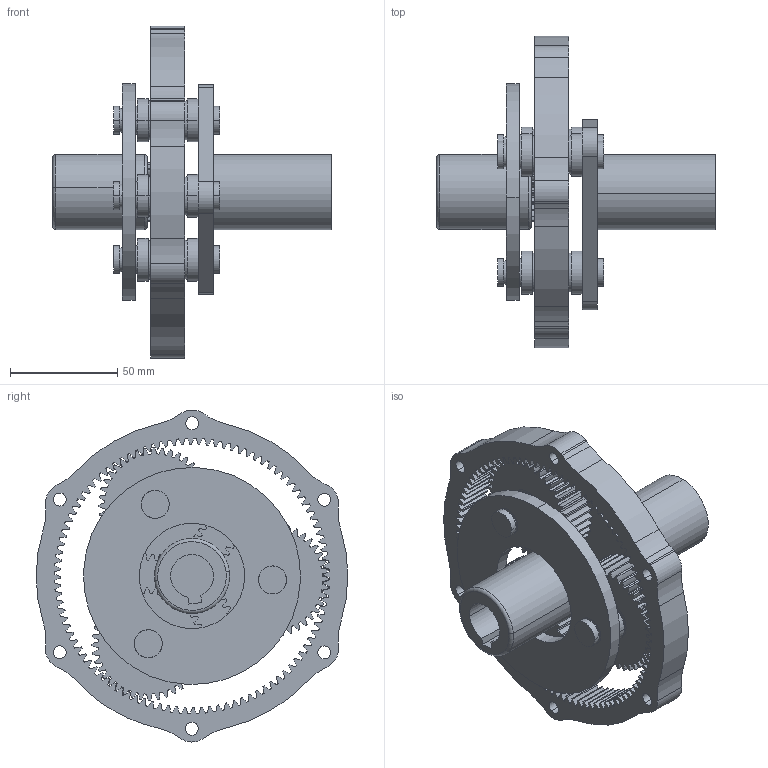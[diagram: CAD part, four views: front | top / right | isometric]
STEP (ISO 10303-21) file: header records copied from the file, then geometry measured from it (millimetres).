
FILE_DESCRIPTION (( 'STEP AP214' ), '1' );
FILE_NAME ('step.STEP', '2025-06-18T22:17:13', ( '' ), ( '' ), 'SwSTEP 2.0', 'SolidWorks 2025', '' );
FILE_SCHEMA (( 'AUTOMOTIVE_DESIGN' ));
Length unit declared in the file: millimetre
Products named in the file (7): SUN3; step; PLANET3; RING3; OCarrier3; ICarrier3; PlanetShaft3 - Copy
Assembly tree (10 placements, depth 2):
  step
    ICarrier3
    OCarrier3
    SUN3
    PLANET3  x3
    RING3
    PlanetShaft3 - Copy  x3
Bounding box: 129.6 x 145 x 154.46 mm (x, y, z)
Volume: 322278 mm3; surface area: 118353.2 mm2
Topology: 10 solids, 10 shells, 1191 faces, 3407 edges, 2270 vertices
Faces by surface type: cylinder 1127, plane 60, torus 4
Entity records: 27093 total; most frequent: DIRECTION 5375, CARTESIAN_POINT 4585, ORIENTED_EDGE 4546, AXIS2_PLACEMENT_3D 2304, EDGE_CURVE 2273, VERTEX_POINT 1514, CIRCLE 1506, EDGE_LOOP 829
